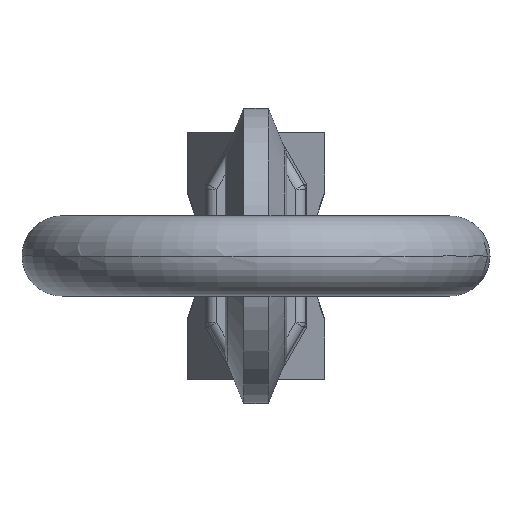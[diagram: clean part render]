
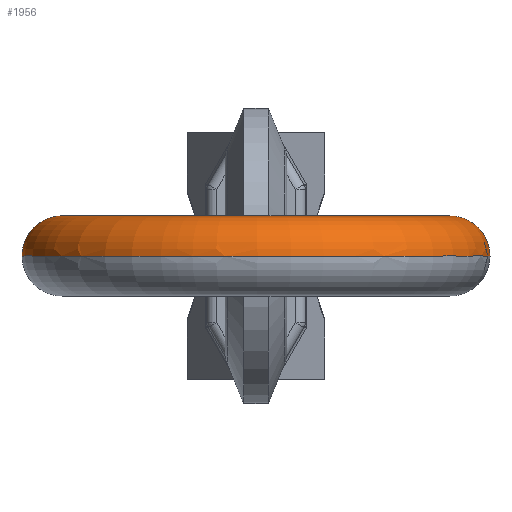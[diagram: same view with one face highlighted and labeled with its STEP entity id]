
A CAD part, left-side view. The second image highlights one B-rep face of the part: STEP entity #1956.
In plain terms, the highlighted toroidal (fillet/blend) face has major radius 63 mm and minor radius 13 mm.
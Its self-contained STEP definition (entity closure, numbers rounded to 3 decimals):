
#14=CARTESIAN_POINT('',(-80.,63.,0.));
#15=DIRECTION('',(-1.,0.,0.));
#16=DIRECTION('',(0.,-1.,0.));
#17=AXIS2_PLACEMENT_3D('',#14,#15,#16);
#425=CARTESIAN_POINT('',(-80.,-63.,0.));
#426=DIRECTION('',(-1.,0.,0.));
#427=DIRECTION('',(0.,-1.,0.));
#428=AXIS2_PLACEMENT_3D('',#425,#426,#427);
#438=CARTESIAN_POINT('',(-80.,50.,0.));
#439=CARTESIAN_POINT('',(-82.756,50.,0.));
#440=CARTESIAN_POINT('',(-88.267,49.543,
0.));
#441=CARTESIAN_POINT('',(-96.309,47.507,
0.));
#442=CARTESIAN_POINT('',(-103.906,44.175,
0.));
#443=CARTESIAN_POINT('',(-110.851,39.637,
0.));
#444=CARTESIAN_POINT('',(-116.954,34.019,
0.));
#445=CARTESIAN_POINT('',(-122.049,27.472,
0.));
#446=CARTESIAN_POINT('',(-125.998,20.176,
0.));
#447=CARTESIAN_POINT('',(-128.691,12.33,
0.));
#448=CARTESIAN_POINT('',(-130.057,4.148,
0.));
#449=CARTESIAN_POINT('',(-130.057,-4.148,
0.));
#450=CARTESIAN_POINT('',(-128.691,-12.33,
0.));
#451=CARTESIAN_POINT('',(-125.998,-20.176,
0.));
#452=CARTESIAN_POINT('',(-122.049,-27.472,
0.));
#453=CARTESIAN_POINT('',(-116.954,-34.019,
0.));
#454=CARTESIAN_POINT('',(-110.851,-39.637,
0.));
#455=CARTESIAN_POINT('',(-103.906,-44.175,
0.));
#456=CARTESIAN_POINT('',(-96.309,-47.507,
0.));
#457=CARTESIAN_POINT('',(-88.267,-49.543,
0.));
#458=CARTESIAN_POINT('',(-82.756,-50.,0.));
#459=CARTESIAN_POINT('',(-80.,-50.,0.));
#461=CARTESIAN_POINT('',(-80.,-76.,0.));
#462=CARTESIAN_POINT('',(-83.79,-76.,0.));
#463=CARTESIAN_POINT('',(-91.37,-75.432,
0.));
#464=CARTESIAN_POINT('',(-102.485,-72.895,
0.));
#465=CARTESIAN_POINT('',(-113.098,-68.73,
0.));
#466=CARTESIAN_POINT('',(-122.972,-63.029,
0.));
#467=CARTESIAN_POINT('',(-131.886,-55.92,0.));
#468=CARTESIAN_POINT('',(-139.641,-47.562,0.));
#469=CARTESIAN_POINT('',(-146.064,-38.142,0.));
#470=CARTESIAN_POINT('',(-151.011,-27.87,0.));
#471=CARTESIAN_POINT('',(-154.371,-16.975,0.));
#472=CARTESIAN_POINT('',(-156.071,-5.701,0.));
#473=CARTESIAN_POINT('',(-156.071,5.701,0.));
#474=CARTESIAN_POINT('',(-154.371,16.975,0.));
#475=CARTESIAN_POINT('',(-151.011,27.87,0.));
#476=CARTESIAN_POINT('',(-146.064,38.142,0.));
#477=CARTESIAN_POINT('',(-139.641,47.562,0.));
#478=CARTESIAN_POINT('',(-131.886,55.92,0.));
#479=CARTESIAN_POINT('',(-122.972,63.029,
0.));
#480=CARTESIAN_POINT('',(-113.098,68.73,
0.));
#481=CARTESIAN_POINT('',(-102.485,72.895,
0.));
#482=CARTESIAN_POINT('',(-91.37,75.432,
0.));
#483=CARTESIAN_POINT('',(-83.79,76.,0.));
#484=CARTESIAN_POINT('',(-80.,76.,0.));
#1498=CARTESIAN_POINT('',(-80.,-50.,0.));
#1499=VERTEX_POINT('',#1498);
#1500=CARTESIAN_POINT('',(-80.,-76.,0.));
#1501=VERTEX_POINT('',#1500);
#1502=VERTEX_POINT('',#438);
#1503=VERTEX_POINT('',#484);
#1943=CARTESIAN_POINT('',(-80.,0.,0.));
#1944=DIRECTION('',(0.,0.,1.));
#1945=DIRECTION('',(0.,-1.,0.));
#1946=AXIS2_PLACEMENT_3D('',#1943,#1944,#1945);
#1947=TOROIDAL_SURFACE('',#1946,63.,13.);
#1948=ORIENTED_EDGE('',*,*,#1749,.F.);
#1950=ORIENTED_EDGE('',*,*,#1949,.T.);
#1951=ORIENTED_EDGE('',*,*,#1933,.F.);
#1953=ORIENTED_EDGE('',*,*,#1952,.T.);
#1954=EDGE_LOOP('',(#1948,#1950,#1951,#1953));
#1955=FACE_OUTER_BOUND('',#1954,.F.);
#1956=ADVANCED_FACE('',(#1955),#1947,.T.);
#18=CIRCLE('',#17,13.);
#429=CIRCLE('',#428,13.);
#460=B_SPLINE_CURVE_WITH_KNOTS('',3,(#438,#439,#440,#441,#442,#443,#444,#445,
#446,#447,#448,#449,#450,#451,#452,#453,#454,#455,#456,#457,#458,#459),
.UNSPECIFIED.,.F.,.F.,(4,1,1,1,1,1,1,1,1,1,1,1,1,1,1,1,1,1,1,4),(0.,
0.053,0.105,0.158,0.211,
0.263,0.316,0.368,0.421,
0.474,0.526,0.579,0.632,
0.684,0.737,0.789,0.842,
0.895,0.947,1.),.UNSPECIFIED.);
#485=B_SPLINE_CURVE_WITH_KNOTS('',3,(#461,#462,#463,#464,#465,#466,#467,#468,
#469,#470,#471,#472,#473,#474,#475,#476,#477,#478,#479,#480,#481,#482,#483,
#484),.UNSPECIFIED.,.F.,.F.,(4,1,1,1,1,1,1,1,1,1,1,1,1,1,1,1,1,1,1,1,1,4),(0.,
0.048,0.095,0.143,0.19,
0.238,0.286,0.333,0.381,
0.429,0.476,0.524,0.571,
0.619,0.667,0.714,0.762,
0.81,0.857,0.905,0.952,1.),
.UNSPECIFIED.);
#1749=EDGE_CURVE('',#1502,#1503,#18,.T.);
#1933=EDGE_CURVE('',#1501,#1499,#429,.T.);
#1949=EDGE_CURVE('',#1502,#1499,#460,.T.);
#1952=EDGE_CURVE('',#1501,#1503,#485,.T.);
